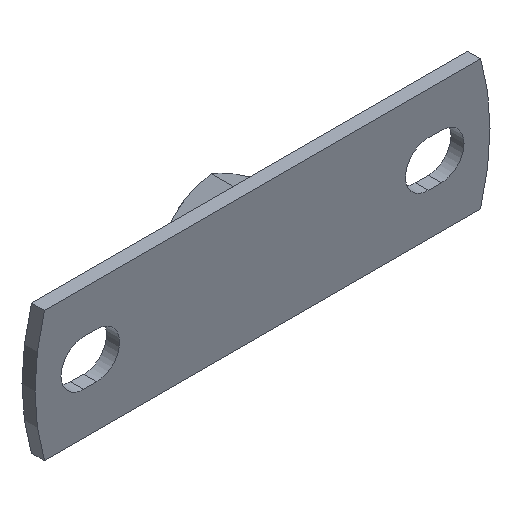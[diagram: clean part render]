
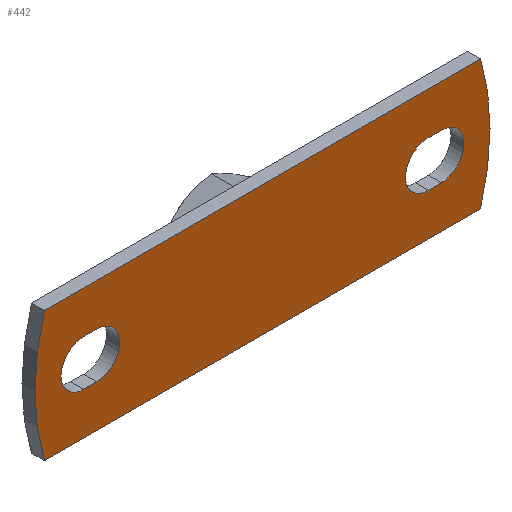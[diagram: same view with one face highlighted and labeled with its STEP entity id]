
A CAD part, isometric view. The second image highlights one B-rep face of the part: STEP entity #442.
In plain terms, the highlighted planar face has unit normal (0, -1, 0).
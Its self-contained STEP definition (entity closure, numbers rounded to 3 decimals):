
#42=PLANE('',#582);
#60=LINE('',#769,#90);
#61=LINE('',#773,#91);
#62=LINE('',#774,#92);
#63=LINE('',#779,#93);
#64=LINE('',#782,#94);
#65=LINE('',#787,#95);
#90=VECTOR('',#640,1000.);
#91=VECTOR('',#643,1000.);
#92=VECTOR('',#644,1000.);
#93=VECTOR('',#647,1000.);
#94=VECTOR('',#650,1000.);
#95=VECTOR('',#653,1000.);
#122=ORIENTED_EDGE('',*,*,#240,.F.);
#123=ORIENTED_EDGE('',*,*,#242,.T.);
#124=ORIENTED_EDGE('',*,*,#243,.T.);
#125=ORIENTED_EDGE('',*,*,#244,.T.);
#126=ORIENTED_EDGE('',*,*,#245,.F.);
#127=ORIENTED_EDGE('',*,*,#246,.T.);
#128=ORIENTED_EDGE('',*,*,#247,.T.);
#129=ORIENTED_EDGE('',*,*,#248,.T.);
#130=ORIENTED_EDGE('',*,*,#249,.F.);
#131=ORIENTED_EDGE('',*,*,#250,.T.);
#132=ORIENTED_EDGE('',*,*,#251,.T.);
#133=ORIENTED_EDGE('',*,*,#252,.T.);
#240=EDGE_CURVE('',#300,#301,#341,.T.);
#242=EDGE_CURVE('',#300,#302,#60,.T.);
#243=EDGE_CURVE('',#302,#303,#342,.T.);
#244=EDGE_CURVE('',#303,#301,#61,.T.);
#245=EDGE_CURVE('',#304,#305,#62,.T.);
#246=EDGE_CURVE('',#304,#306,#343,.T.);
#247=EDGE_CURVE('',#306,#307,#63,.T.);
#248=EDGE_CURVE('',#307,#305,#344,.T.);
#249=EDGE_CURVE('',#308,#309,#64,.T.);
#250=EDGE_CURVE('',#308,#310,#345,.T.);
#251=EDGE_CURVE('',#310,#311,#65,.T.);
#252=EDGE_CURVE('',#311,#309,#346,.T.);
#300=VERTEX_POINT('',#764);
#301=VERTEX_POINT('',#766);
#302=VERTEX_POINT('',#770);
#303=VERTEX_POINT('',#772);
#304=VERTEX_POINT('',#775);
#305=VERTEX_POINT('',#776);
#306=VERTEX_POINT('',#778);
#307=VERTEX_POINT('',#780);
#308=VERTEX_POINT('',#783);
#309=VERTEX_POINT('',#784);
#310=VERTEX_POINT('',#786);
#311=VERTEX_POINT('',#788);
#341=CIRCLE('',#581,35.);
#342=CIRCLE('',#583,35.);
#343=CIRCLE('',#584,3.5);
#344=CIRCLE('',#585,3.5);
#345=CIRCLE('',#586,3.5);
#346=CIRCLE('',#587,3.5);
#359=EDGE_LOOP('',(#122,#123,#124,#125));
#360=EDGE_LOOP('',(#126,#127,#128,#129));
#361=EDGE_LOOP('',(#130,#131,#132,#133));
#397=FACE_BOUND('',#359,.T.);
#398=FACE_BOUND('',#360,.T.);
#399=FACE_BOUND('',#361,.T.);
#442=ADVANCED_FACE('',(#397,#398,#399),#42,.T.);
#581=AXIS2_PLACEMENT_3D('',#765,#635,#636);
#582=AXIS2_PLACEMENT_3D('',#768,#638,#639);
#583=AXIS2_PLACEMENT_3D('',#771,#641,#642);
#584=AXIS2_PLACEMENT_3D('',#777,#645,#646);
#585=AXIS2_PLACEMENT_3D('',#781,#648,#649);
#586=AXIS2_PLACEMENT_3D('',#785,#651,#652);
#587=AXIS2_PLACEMENT_3D('',#789,#654,#655);
#635=DIRECTION('',(0.,1.,0.));
#636=DIRECTION('',(-1.,0.,0.));
#638=DIRECTION('',(0.,-1.,0.));
#639=DIRECTION('',(0.,0.,-1.));
#640=DIRECTION('',(-1.,0.,0.));
#641=DIRECTION('',(0.,-1.,0.));
#642=DIRECTION('',(1.,0.,0.));
#643=DIRECTION('',(1.,0.,0.));
#644=DIRECTION('',(1.,0.,0.));
#645=DIRECTION('',(0.,1.,0.));
#646=DIRECTION('',(0.,0.,-1.));
#647=DIRECTION('',(1.,0.,0.));
#648=DIRECTION('',(0.,1.,0.));
#649=DIRECTION('',(0.,0.,1.));
#650=DIRECTION('',(-1.,0.,0.));
#651=DIRECTION('',(0.,1.,0.));
#652=DIRECTION('',(0.,0.,1.));
#653=DIRECTION('',(-1.,0.,0.));
#654=DIRECTION('',(0.,1.,0.));
#655=DIRECTION('',(0.,0.,-1.));
#764=CARTESIAN_POINT('',(33.541,-1.,10.));
#765=CARTESIAN_POINT('',(0.,-1.,0.));
#766=CARTESIAN_POINT('',(33.541,-1.,-10.));
#768=CARTESIAN_POINT('',(0.,-1.,0.));
#769=CARTESIAN_POINT('',(35.,-1.,10.));
#770=CARTESIAN_POINT('',(-33.541,-1.,10.));
#771=CARTESIAN_POINT('',(0.,-1.,0.));
#772=CARTESIAN_POINT('',(-33.541,-1.,-10.));
#773=CARTESIAN_POINT('',(-35.,-1.,-10.));
#774=CARTESIAN_POINT('',(25.5,-1.,-3.5));
#775=CARTESIAN_POINT('',(25.5,-1.,-3.5));
#776=CARTESIAN_POINT('',(27.5,-1.,-3.5));
#777=CARTESIAN_POINT('',(25.5,-1.,0.));
#778=CARTESIAN_POINT('',(25.5,-1.,3.5));
#779=CARTESIAN_POINT('',(25.5,-1.,3.5));
#780=CARTESIAN_POINT('',(27.5,-1.,3.5));
#781=CARTESIAN_POINT('',(27.5,-1.,0.));
#782=CARTESIAN_POINT('',(-25.5,-1.,3.5));
#783=CARTESIAN_POINT('',(-25.5,-1.,3.5));
#784=CARTESIAN_POINT('',(-27.5,-1.,3.5));
#785=CARTESIAN_POINT('',(-25.5,-1.,0.));
#786=CARTESIAN_POINT('',(-25.5,-1.,-3.5));
#787=CARTESIAN_POINT('',(-25.5,-1.,-3.5));
#788=CARTESIAN_POINT('',(-27.5,-1.,-3.5));
#789=CARTESIAN_POINT('',(-27.5,-1.,0.));
